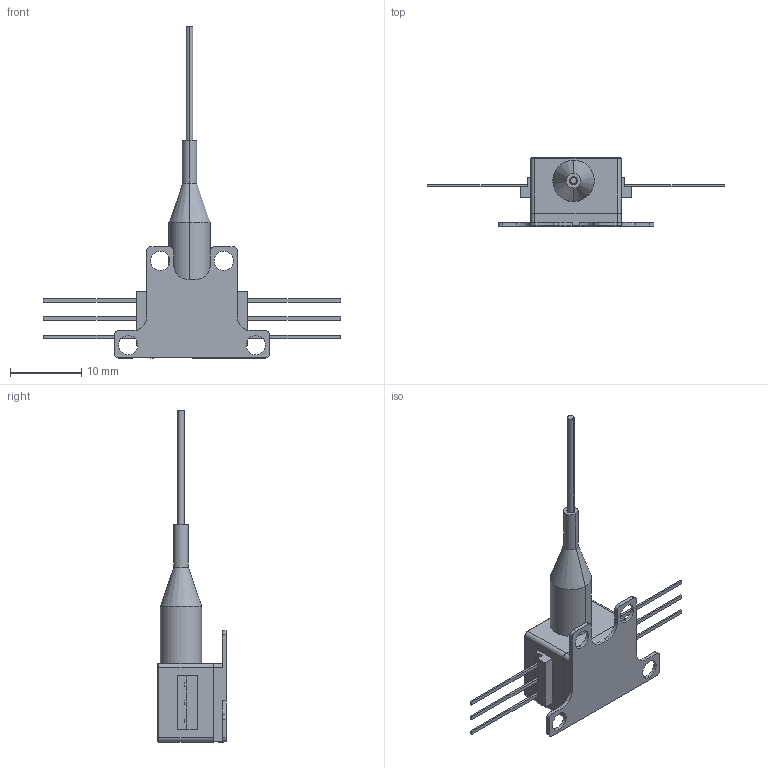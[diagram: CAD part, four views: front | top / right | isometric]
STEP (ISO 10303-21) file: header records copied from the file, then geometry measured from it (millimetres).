
FILE_DESCRIPTION (( 'STEP AP214' ), '1' );
FILE_NAME ('21470-E0W.STEP', '2010-11-16T21:42:39', ( 'User' ), ( 'Thorlabs' ), 'SwSTEP 2.0', 'SolidWorks 2009', '' );
FILE_SCHEMA (( 'AUTOMOTIVE_DESIGN' ));
Length unit declared in the file: millimetre
Products named in the file (11): 1171S OSA; SAF1171S 1050nm Lid_REV 2 - Mit Text; Short tail section; Package Ring Frame; Package Base; 21470-E0W; Snout; Left Ceramic; Right Ceramic; 32110-000 Senko Boot_20130-000 25mm; Lead
Assembly tree (15 placements, depth 2):
  21470-E0W
    Short tail section
    Lead  x6
    Left Ceramic
    Right Ceramic
    1171S OSA
    SAF1171S 1050nm Lid_REV 2 - Mit Text
    Package Base
    32110-000 Senko Boot_20130-000 25mm
    Snout
    Package Ring Frame
Bounding box: 41.6 x 9.53 x 46.5 mm (x, y, z)
Volume: 931.1 mm3; surface area: 2424.3 mm2
Topology: 15 solids, 15 shells, 454 faces, 1201 edges, 796 vertices
Faces by surface type: plane 299, bspline 79, cylinder 70, cone 6
Entity records: 21302 total; most frequent: CARTESIAN_POINT 9668, ORIENTED_EDGE 2282, DIRECTION 1855, EDGE_CURVE 1141, VECTOR 837, LINE 837, VERTEX_POINT 756, AXIS2_PLACEMENT_3D 509
